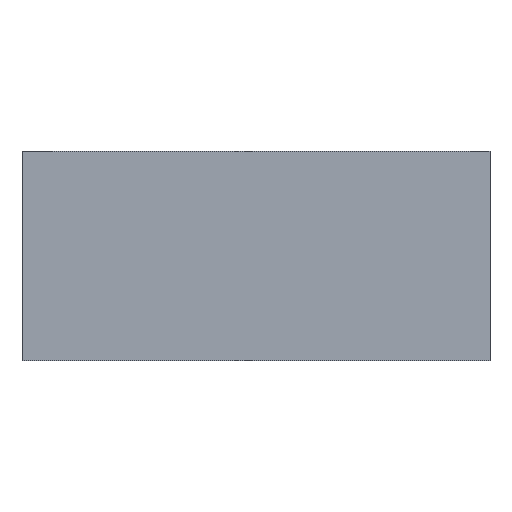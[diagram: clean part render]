
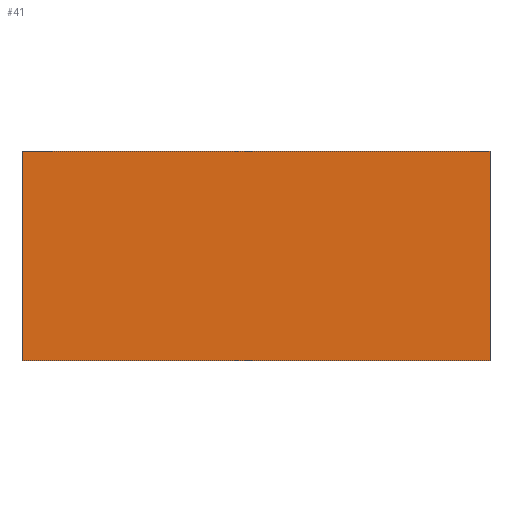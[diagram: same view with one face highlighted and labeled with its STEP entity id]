
A CAD part, front view. The second image highlights one B-rep face of the part: STEP entity #41.
In plain terms, the highlighted planar face has unit normal (0, -1, 0).
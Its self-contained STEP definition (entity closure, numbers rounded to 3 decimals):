
#41=ADVANCED_FACE('',(#102),#986,.T.);
#102=FACE_OUTER_BOUND('',#163,.T.);
#163=EDGE_LOOP('',(#283,#284,#285,#286));
#283=ORIENTED_EDGE('',*,*,#586,.T.);
#284=ORIENTED_EDGE('',*,*,#585,.T.);
#285=ORIENTED_EDGE('',*,*,#584,.F.);
#286=ORIENTED_EDGE('',*,*,#583,.F.);
#583=EDGE_CURVE('',#893,#894,#738,.T.);
#584=EDGE_CURVE('',#894,#895,#739,.T.);
#585=EDGE_CURVE('',#896,#895,#740,.T.);
#586=EDGE_CURVE('',#893,#896,#741,.T.);
#738=B_SPLINE_CURVE_WITH_KNOTS('',1,(#1529,#1530),.UNSPECIFIED.,.F.,.F.,
(2,2),(0.,85.),.UNSPECIFIED.);
#739=B_SPLINE_CURVE_WITH_KNOTS('',1,(#1531,#1532),.UNSPECIFIED.,.F.,.F.,
(2,2),(0.,38.),.UNSPECIFIED.);
#740=B_SPLINE_CURVE_WITH_KNOTS('',1,(#1533,#1534),.UNSPECIFIED.,.F.,.F.,
(2,2),(0.,85.),.UNSPECIFIED.);
#741=B_SPLINE_CURVE_WITH_KNOTS('',1,(#1535,#1536),.UNSPECIFIED.,.F.,.F.,
(2,2),(0.,38.),.UNSPECIFIED.);
#893=VERTEX_POINT('',#1367);
#894=VERTEX_POINT('',#1368);
#895=VERTEX_POINT('',#1369);
#896=VERTEX_POINT('',#1370);
#986=PLANE('',#1137);
#1137=AXIS2_PLACEMENT_3D('',#1295,#1211,$);
#1211=DIRECTION('',(0.,-1.,0.));
#1295=CARTESIAN_POINT('',(-22.5,-7.,2.));
#1367=CARTESIAN_POINT('',(-22.5,-7.,2.));
#1368=CARTESIAN_POINT('',(62.5,-7.,2.));
#1369=CARTESIAN_POINT('',(62.5,-7.,-36.));
#1370=CARTESIAN_POINT('',(-22.5,-7.,-36.));
#1529=CARTESIAN_POINT('',(-22.5,-7.,2.));
#1530=CARTESIAN_POINT('',(62.5,-7.,2.));
#1531=CARTESIAN_POINT('',(62.5,-7.,2.));
#1532=CARTESIAN_POINT('',(62.5,-7.,-36.));
#1533=CARTESIAN_POINT('',(-22.5,-7.,-36.));
#1534=CARTESIAN_POINT('',(62.5,-7.,-36.));
#1535=CARTESIAN_POINT('',(-22.5,-7.,2.));
#1536=CARTESIAN_POINT('',(-22.5,-7.,-36.));
